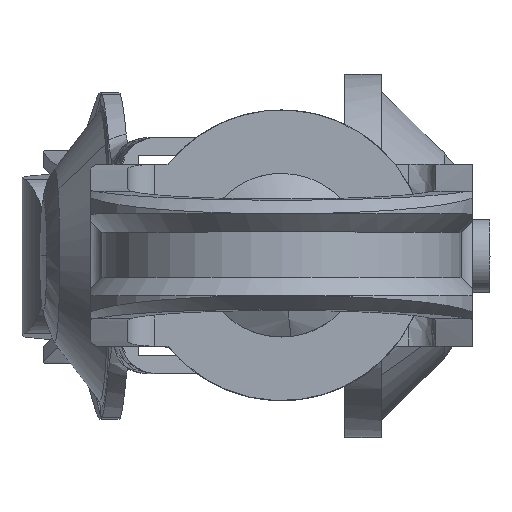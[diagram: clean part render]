
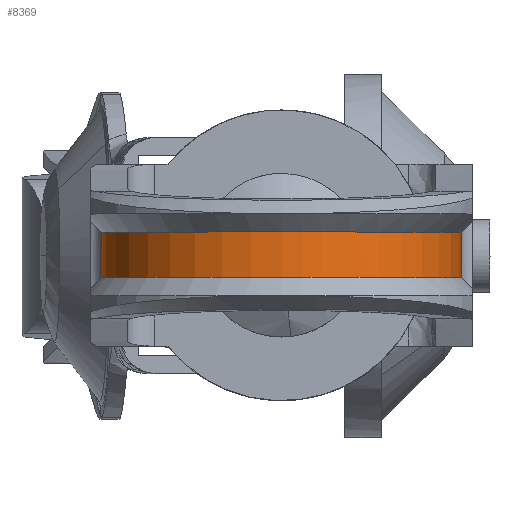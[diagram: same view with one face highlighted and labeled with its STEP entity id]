
A CAD part, top view. The second image highlights one B-rep face of the part: STEP entity #8369.
In plain terms, the highlighted free-form (B-spline) face has degree [1, 2] with [2, 5] control points.
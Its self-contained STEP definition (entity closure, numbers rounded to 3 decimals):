
#8061=CARTESIAN_POINT('',(-9.891,1.25,30.852));
#8062=VERTEX_POINT('',#8061);
#8103=CARTESIAN_POINT('',(-9.891,-1.25,30.852));
#8104=VERTEX_POINT('',#8103);
#8110=CARTESIAN_POINT('',(-9.891,-1.25,30.852));
#8111=CARTESIAN_POINT('',(-9.891,1.25,30.852));
#8112=QUASI_UNIFORM_CURVE('',1,(#8110,#8111),.UNSPECIFIED.,.F.,.U.);
#8113=EDGE_CURVE('',#8104,#8062,#8112,.T.);
#8145=CARTESIAN_POINT('',(9.891,-1.25,30.852));
#8146=VERTEX_POINT('',#8145);
#8153=CARTESIAN_POINT('',(9.891,1.25,30.852));
#8154=VERTEX_POINT('',#8153);
#8160=CARTESIAN_POINT('',(9.891,-1.25,30.852));
#8161=CARTESIAN_POINT('',(9.891,1.25,30.852));
#8162=QUASI_UNIFORM_CURVE('',1,(#8160,#8161),.UNSPECIFIED.,.F.,.U.);
#8163=EDGE_CURVE('',#8146,#8154,#8162,.T.);
#8268=CARTESIAN_POINT('',(0.,1.25,40.743));
#8269=VERTEX_POINT('',#8268);
#8270=CARTESIAN_POINT('',(0.,1.25,40.743));
#8271=CARTESIAN_POINT('',(-0.526,1.25,40.743));
#8272=CARTESIAN_POINT('',(-1.699,1.25,40.649));
#8273=CARTESIAN_POINT('',(-3.35,1.25,40.214));
#8274=CARTESIAN_POINT('',(-4.822,1.25,39.528));
#8275=CARTESIAN_POINT('',(-6.176,1.25,38.636));
#8276=CARTESIAN_POINT('',(-7.338,1.25,37.557));
#8277=CARTESIAN_POINT('',(-8.247,1.25,36.362));
#8278=CARTESIAN_POINT('',(-8.913,1.25,35.202));
#8279=CARTESIAN_POINT('',(-9.472,1.25,33.853));
#8280=CARTESIAN_POINT('',(-9.82,1.25,32.349));
#8281=CARTESIAN_POINT('',(-9.891,1.25,31.297));
#8282=CARTESIAN_POINT('',(-9.891,1.25,30.852));
#8283=B_SPLINE_CURVE_WITH_KNOTS('',3,(#8270,#8271,#8272,#8273,#8274,#8275,#8276,#8277,#8278,#8279,#8280,#8281,#8282),.UNSPECIFIED.,.F.,.U.,(4,1,1,1,1,1,1,1,1,1,4),(0.,1.578,3.52,5.098,6.433,8.375,9.832,10.924,12.38,14.201,15.536),.UNSPECIFIED.);
#8284=EDGE_CURVE('',#8269,#8062,#8283,.T.);
#8286=CARTESIAN_POINT('',(9.891,1.25,30.852));
#8287=CARTESIAN_POINT('',(9.891,1.25,31.54));
#8288=CARTESIAN_POINT('',(9.785,1.25,32.551));
#8289=CARTESIAN_POINT('',(9.351,1.25,34.196));
#8290=CARTESIAN_POINT('',(8.701,1.25,35.688));
#8291=CARTESIAN_POINT('',(7.68,1.25,37.156));
#8292=CARTESIAN_POINT('',(6.632,1.25,38.23));
#8293=CARTESIAN_POINT('',(5.514,1.25,39.103));
#8294=CARTESIAN_POINT('',(4.212,1.25,39.851));
#8295=CARTESIAN_POINT('',(2.346,1.25,40.544));
#8296=CARTESIAN_POINT('',(0.89,1.25,40.743));
#8297=CARTESIAN_POINT('',(0.,1.25,40.743));
#8298=B_SPLINE_CURVE_WITH_KNOTS('',3,(#8286,#8287,#8288,#8289,#8290,#8291,#8292,#8293,#8294,#8295,#8296,#8297),.UNSPECIFIED.,.F.,.U.,(4,1,1,1,1,1,1,1,1,4),(0.,2.063,3.034,5.098,6.919,8.375,9.589,11.167,12.866,15.536),.UNSPECIFIED.);
#8299=EDGE_CURVE('',#8154,#8269,#8298,.T.);
#8312=CARTESIAN_POINT('',(-9.887,1.313,30.593));
#8313=CARTESIAN_POINT('',(-9.887,-1.314,30.593));
#8314=CARTESIAN_POINT('',(-10.158,1.313,40.921));
#8315=CARTESIAN_POINT('',(-10.158,-1.314,40.921));
#8316=CARTESIAN_POINT('',(0.173,1.313,40.741));
#8317=CARTESIAN_POINT('',(0.173,-1.314,40.741));
#8318=CARTESIAN_POINT('',(10.503,1.313,40.561));
#8319=CARTESIAN_POINT('',(10.503,-1.314,40.561));
#8320=CARTESIAN_POINT('',(9.872,1.313,30.248));
#8321=CARTESIAN_POINT('',(9.872,-1.314,30.248));
#8329=(BOUNDED_SURFACE()B_SPLINE_SURFACE(1,2,((#8312,#8314,#8316,#8318,#8320),(#8313,#8315,#8317,#8319,#8321)),.UNSPECIFIED.,.F.,.F.,.U.)B_SPLINE_SURFACE_WITH_KNOTS((2,2),(3,2,3),(0.0,2.627),(0.0,16.895,33.79),.UNSPECIFIED.)GEOMETRIC_REPRESENTATION_ITEM()RATIONAL_B_SPLINE_SURFACE(((1.0,0.692,1.0,0.692,1.0),(1.0,0.692,1.0,0.692,1.0)))REPRESENTATION_ITEM('')SURFACE());
#8330=ORIENTED_EDGE('',*,*,#8284,.T.);
#8331=ORIENTED_EDGE('',*,*,#8113,.F.);
#8332=CARTESIAN_POINT('',(0.,-1.25,40.743));
#8333=VERTEX_POINT('',#8332);
#8334=CARTESIAN_POINT('',(0.,-1.25,40.743));
#8335=CARTESIAN_POINT('',(-0.526,-1.25,40.743));
#8336=CARTESIAN_POINT('',(-1.618,-1.25,40.655));
#8337=CARTESIAN_POINT('',(-3.352,-1.25,40.221));
#8338=CARTESIAN_POINT('',(-4.827,-1.25,39.534));
#8339=CARTESIAN_POINT('',(-6.102,-1.25,38.671));
#8340=CARTESIAN_POINT('',(-7.044,-1.25,37.838));
#8341=CARTESIAN_POINT('',(-7.918,-1.25,36.825));
#8342=CARTESIAN_POINT('',(-8.699,-1.25,35.64));
#8343=CARTESIAN_POINT('',(-9.291,-1.25,34.348));
#8344=CARTESIAN_POINT('',(-9.765,-1.25,32.713));
#8345=CARTESIAN_POINT('',(-9.891,-1.25,31.58));
#8346=CARTESIAN_POINT('',(-9.891,-1.25,30.852));
#8347=B_SPLINE_CURVE_WITH_KNOTS('',3,(#8334,#8335,#8336,#8337,#8338,#8339,#8340,#8341,#8342,#8343,#8344,#8345,#8346),.UNSPECIFIED.,.F.,.U.,(4,1,1,1,1,1,1,1,1,1,4),(0.,1.578,3.277,5.341,6.433,7.889,9.103,10.438,12.138,13.351,15.536),.UNSPECIFIED.);
#8348=EDGE_CURVE('',#8333,#8104,#8347,.T.);
#8349=ORIENTED_EDGE('',*,*,#8348,.F.);
#8350=CARTESIAN_POINT('',(9.891,-1.25,30.852));
#8351=CARTESIAN_POINT('',(9.891,-1.25,31.54));
#8352=CARTESIAN_POINT('',(9.747,-1.25,32.915));
#8353=CARTESIAN_POINT('',(9.158,-1.25,34.734));
#8354=CARTESIAN_POINT('',(8.306,-1.25,36.304));
#8355=CARTESIAN_POINT('',(7.432,-1.25,37.425));
#8356=CARTESIAN_POINT('',(6.417,-1.25,38.415));
#8357=CARTESIAN_POINT('',(5.087,-1.25,39.414));
#8358=CARTESIAN_POINT('',(3.318,-1.25,40.251));
#8359=CARTESIAN_POINT('',(1.497,-1.25,40.671));
#8360=CARTESIAN_POINT('',(0.445,-1.25,40.743));
#8361=CARTESIAN_POINT('',(0.,-1.25,40.743));
#8362=B_SPLINE_CURVE_WITH_KNOTS('',3,(#8350,#8351,#8352,#8353,#8354,#8355,#8356,#8357,#8358,#8359,#8360,#8361),.UNSPECIFIED.,.F.,.U.,(4,1,1,1,1,1,1,1,1,4),(0.,2.063,4.127,5.705,7.404,8.375,9.953,12.38,14.201,15.536),.UNSPECIFIED.);
#8363=EDGE_CURVE('',#8146,#8333,#8362,.T.);
#8364=ORIENTED_EDGE('',*,*,#8363,.F.);
#8365=ORIENTED_EDGE('',*,*,#8163,.T.);
#8366=ORIENTED_EDGE('',*,*,#8299,.T.);
#8367=EDGE_LOOP('',(#8330,#8331,#8349,#8364,#8365,#8366));
#8368=FACE_OUTER_BOUND('',#8367,.T.);
#8369=ADVANCED_FACE('',(#8368),#8329,.T.);
